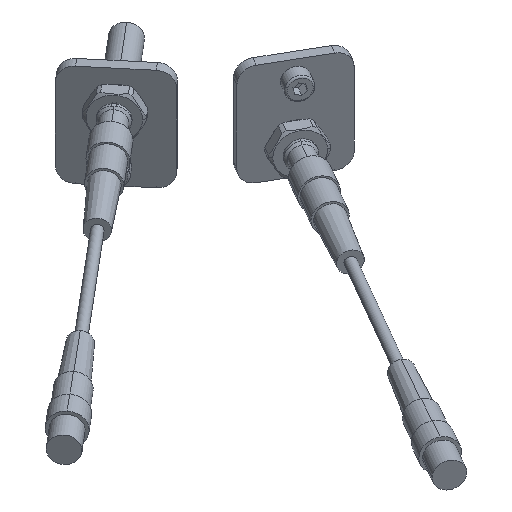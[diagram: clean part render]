
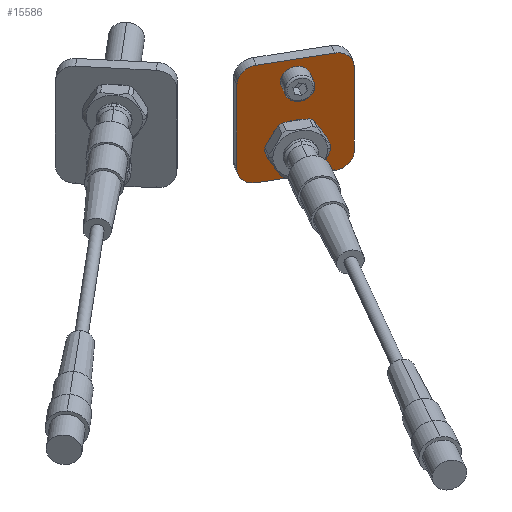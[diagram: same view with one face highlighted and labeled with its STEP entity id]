
A CAD part, isometric view. The second image highlights one B-rep face of the part: STEP entity #15586.
In plain terms, the highlighted planar face has unit normal (-0.5, -0.866, 0).
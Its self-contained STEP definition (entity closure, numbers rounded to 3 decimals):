
#19 = DIRECTION ( 'NONE',  ( 0.866, -0.5, 0. ) ) ;
#261 = CARTESIAN_POINT ( 'NONE',  ( -64.364, -87.944, -47.43 ) ) ;
#480 = PLANE ( 'NONE',  #11915 ) ;
#710 = DIRECTION ( 'NONE',  ( -0.866, 0.5, 0. ) ) ;
#1485 = DIRECTION ( 'NONE',  ( -0.5, -0.866, 0. ) ) ;
#1505 = CARTESIAN_POINT ( 'NONE',  ( -64.364, -87.944, -42.93 ) ) ;
#1639 = CIRCLE ( 'NONE', #15907, 4.5 ) ;
#1662 = CARTESIAN_POINT ( 'NONE',  ( -68.262, -85.694, -42.93 ) ) ;
#2285 = EDGE_CURVE ( 'NONE', #13547, #12994, #12205, .T. ) ;
#2536 = DIRECTION ( 'NONE',  ( 0.866, -0.5, 0. ) ) ;
#2581 = CARTESIAN_POINT ( 'NONE',  ( -68.262, -85.694, -19.93 ) ) ;
#2663 = VECTOR ( 'NONE', #16609, 1000. ) ;
#2978 = EDGE_CURVE ( 'NONE', #12994, #10936, #5993, .T. ) ;
#3476 = CIRCLE ( 'NONE', #7820, 4.5 ) ;
#3622 = CARTESIAN_POINT ( 'NONE',  ( -48.776, -96.944, -47.43 ) ) ;
#3880 = CARTESIAN_POINT ( 'NONE',  ( -44.879, -99.194, -19.93 ) ) ;
#3897 = VERTEX_POINT ( 'NONE', #13994 ) ;
#4348 = FACE_OUTER_BOUND ( 'NONE', #8955, .T. ) ;
#4444 = VERTEX_POINT ( 'NONE', #1662 ) ;
#4531 = EDGE_CURVE ( 'NONE', #10936, #6871, #1639, .T. ) ;
#4674 = ORIENTED_EDGE ( 'NONE', *, *, #6927, .T. ) ;
#4964 = CARTESIAN_POINT ( 'NONE',  ( -48.776, -96.944, -15.43 ) ) ;
#5410 = VECTOR ( 'NONE', #12648, 1000. ) ;
#5457 = CARTESIAN_POINT ( 'NONE',  ( -48.776, -96.944, -47.43 ) ) ;
#5711 = VECTOR ( 'NONE', #13975, 1000. ) ;
#5763 = DIRECTION ( 'NONE',  ( -0.5, -0.866, 0. ) ) ;
#5938 = AXIS2_PLACEMENT_3D ( 'NONE', #9202, #11596, #19 ) ;
#5993 = LINE ( 'NONE', #4964, #2663 ) ;
#6134 = DIRECTION ( 'NONE',  ( -0.5, -0.866, 0. ) ) ;
#6247 = ORIENTED_EDGE ( 'NONE', *, *, #4531, .T. ) ;
#6307 = CIRCLE ( 'NONE', #16550, 4.5 ) ;
#6724 = DIRECTION ( 'NONE',  ( 0.866, -0.5, 0. ) ) ;
#6871 = VERTEX_POINT ( 'NONE', #2581 ) ;
#6927 = EDGE_CURVE ( 'NONE', #4444, #14470, #6307, .T. ) ;
#7820 = AXIS2_PLACEMENT_3D ( 'NONE', #11990, #1485, #7889 ) ;
#7889 = DIRECTION ( 'NONE',  ( 0.866, -0.5, 0. ) ) ;
#8466 = ORIENTED_EDGE ( 'NONE', *, *, #9494, .T. ) ;
#8542 = ORIENTED_EDGE ( 'NONE', *, *, #2978, .T. ) ;
#8955 = EDGE_LOOP ( 'NONE', ( #13063, #15637, #14221, #15640, #8542, #6247, #8466, #4674 ) ) ;
#9202 = CARTESIAN_POINT ( 'NONE',  ( -48.776, -96.944, -19.93 ) ) ;
#9494 = EDGE_CURVE ( 'NONE', #6871, #4444, #13910, .T. ) ;
#9591 = VERTEX_POINT ( 'NONE', #3622 ) ;
#10079 = EDGE_CURVE ( 'NONE', #3897, #13547, #15532, .T. ) ;
#10369 = CARTESIAN_POINT ( 'NONE',  ( -64.364, -87.944, -15.43 ) ) ;
#10706 = LINE ( 'NONE', #5457, #13475 ) ;
#10936 = VERTEX_POINT ( 'NONE', #10369 ) ;
#11020 = CARTESIAN_POINT ( 'NONE',  ( -64.364, -87.944, -19.93 ) ) ;
#11596 = DIRECTION ( 'NONE',  ( -0.5, -0.866, 0. ) ) ;
#11915 = AXIS2_PLACEMENT_3D ( 'NONE', #1505, #14694, #13114 ) ;
#11962 = CARTESIAN_POINT ( 'NONE',  ( -44.879, -99.194, -19.93 ) ) ;
#11990 = CARTESIAN_POINT ( 'NONE',  ( -48.776, -96.944, -42.93 ) ) ;
#12205 = CIRCLE ( 'NONE', #5938, 4.5 ) ;
#12648 = DIRECTION ( 'NONE',  ( 0., 0., -1. ) ) ;
#12994 = VERTEX_POINT ( 'NONE', #15760 ) ;
#13063 = ORIENTED_EDGE ( 'NONE', *, *, #14766, .T. ) ;
#13114 = DIRECTION ( 'NONE',  ( 0.866, -0.5, 0. ) ) ;
#13475 = VECTOR ( 'NONE', #6724, 1000. ) ;
#13547 = VERTEX_POINT ( 'NONE', #11962 ) ;
#13910 = LINE ( 'NONE', #15228, #5410 ) ;
#13975 = DIRECTION ( 'NONE',  ( 0., 0., 1. ) ) ;
#13994 = CARTESIAN_POINT ( 'NONE',  ( -44.879, -99.194, -42.93 ) ) ;
#14221 = ORIENTED_EDGE ( 'NONE', *, *, #10079, .T. ) ;
#14470 = VERTEX_POINT ( 'NONE', #261 ) ;
#14694 = DIRECTION ( 'NONE',  ( 0.5, 0.866, 0. ) ) ;
#14766 = EDGE_CURVE ( 'NONE', #14470, #9591, #10706, .T. ) ;
#15228 = CARTESIAN_POINT ( 'NONE',  ( -68.262, -85.694, -19.93 ) ) ;
#15280 = CARTESIAN_POINT ( 'NONE',  ( -64.364, -87.944, -42.93 ) ) ;
#15532 = LINE ( 'NONE', #3880, #5711 ) ;
#15586 = ADVANCED_FACE ( 'NONE', ( #4348 ), #480, .F. ) ;
#15637 = ORIENTED_EDGE ( 'NONE', *, *, #15900, .T. ) ;
#15640 = ORIENTED_EDGE ( 'NONE', *, *, #2285, .T. ) ;
#15760 = CARTESIAN_POINT ( 'NONE',  ( -48.776, -96.944, -15.43 ) ) ;
#15900 = EDGE_CURVE ( 'NONE', #9591, #3897, #3476, .T. ) ;
#15907 = AXIS2_PLACEMENT_3D ( 'NONE', #11020, #5763, #710 ) ;
#16550 = AXIS2_PLACEMENT_3D ( 'NONE', #15280, #6134, #2536 ) ;
#16609 = DIRECTION ( 'NONE',  ( -0.866, 0.5, 0. ) ) ;
